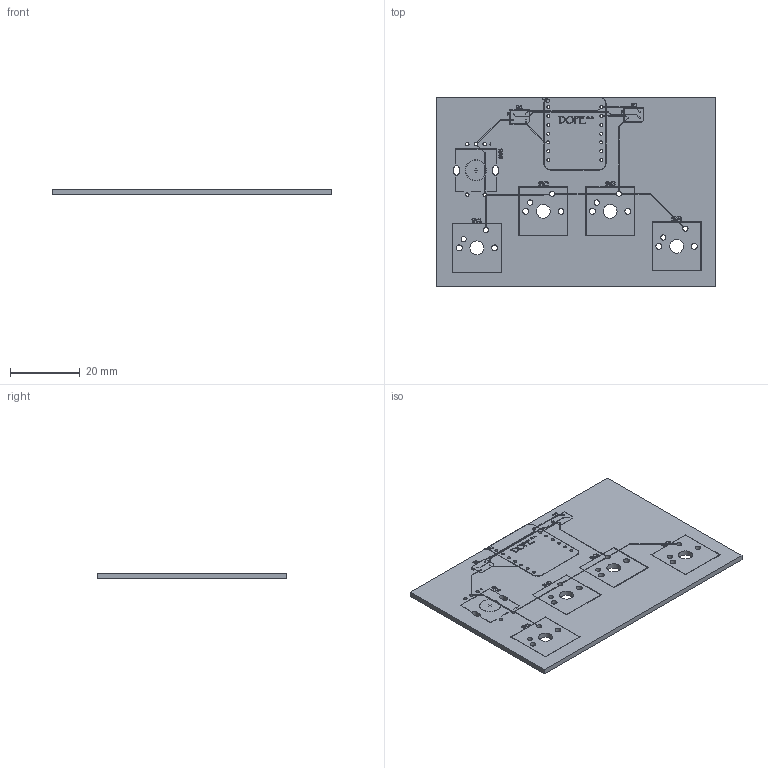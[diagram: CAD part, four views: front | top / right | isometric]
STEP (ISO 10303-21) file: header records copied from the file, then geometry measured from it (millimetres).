
FILE_DESCRIPTION(('KiCad electronic assembly'),'2;1');
FILE_NAME('example.step','2025-11-30T12:38:00',('Pcbnew'),('Kicad'), 'Open CASCADE STEP processor 7.9','KiCad to STEP converter','Unknown' );
FILE_SCHEMA(('AUTOMOTIVE_DESIGN { 1 0 10303 214 1 1 1 1 }'));
Length unit declared in the file: millimetre
Products named in the file (4): example 1; example_copper; example_silkscreen; example_PCB
Assembly tree (3 placements, depth 2):
  example 1
    example_copper
    example_silkscreen
    example_PCB
Bounding box: 80.32 x 54.59 x 1.62 mm (x, y, z)
Volume: 6468.9 mm3; surface area: 9534.4 mm2
Topology: 25 solids, 62 shells, 1370 faces, 4450 edges, 3167 vertices
Faces by surface type: plane 1289, cylinder 81
Full cylindrical faces by diameter (mm): 0.889 x14, 1 x5, 1.5 x8, 1.7 x8, 4 x4
Entity records: 49073 total; most frequent: CARTESIAN_POINT 8991, ORIENTED_EDGE 8299, DIRECTION 7522, EDGE_CURVE 4450, LINE 4126, VECTOR 4126, VERTEX_POINT 3167, AXIS2_PLACEMENT_3D 1698
